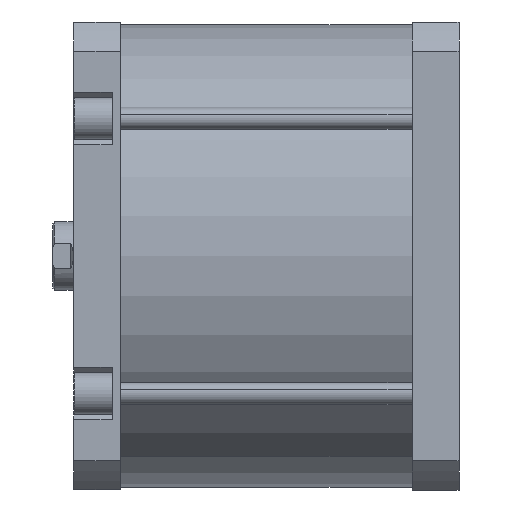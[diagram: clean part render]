
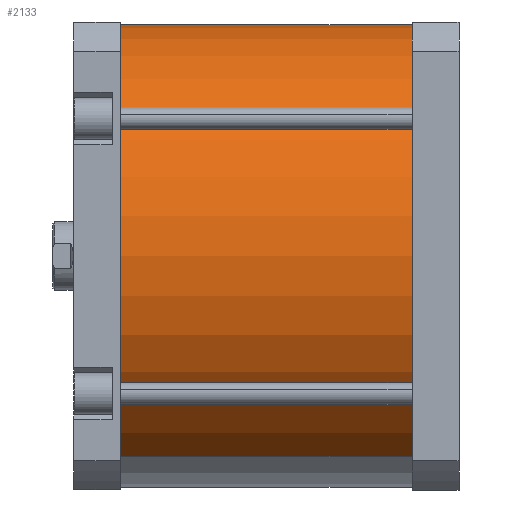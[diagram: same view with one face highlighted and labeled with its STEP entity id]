
A CAD part, front view. The second image highlights one B-rep face of the part: STEP entity #2133.
In plain terms, the highlighted cylindrical face has radius 168 mm (diameter 336 mm), a partial arc.
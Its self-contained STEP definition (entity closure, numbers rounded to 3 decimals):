
#392 = VERTEX_POINT ( 'NONE', #3076 ) ;
#451 = VERTEX_POINT ( 'NONE', #3132 ) ;
#452 = VERTEX_POINT ( 'NONE', #3133 ) ;
#454 = VERTEX_POINT ( 'NONE', #3134 ) ;
#2133 = ADVANCED_FACE ( 'NONE', ( #4452 ), #4453, .T. ) ;
#2340 = ORIENTED_EDGE ( 'NONE', *, *, #6889, .T. ) ;
#2562 = EDGE_LOOP ( 'NONE', ( #2636, #2625, #2340, #2593 ) ) ;
#2593 = ORIENTED_EDGE ( 'NONE', *, *, #6895, .T. ) ;
#2625 = ORIENTED_EDGE ( 'NONE', *, *, #6891, .F. ) ;
#2636 = ORIENTED_EDGE ( 'NONE', *, *, #6886, .F. ) ;
#3076 = CARTESIAN_POINT ( 'NONE',  ( 168., 0., 0. ) ) ;
#3132 = CARTESIAN_POINT ( 'NONE',  ( -168., 0., 212. ) ) ;
#3133 = CARTESIAN_POINT ( 'NONE',  ( 168., 0., 212. ) ) ;
#3134 = CARTESIAN_POINT ( 'NONE',  ( -168., 0., 0. ) ) ;
#3889 = DIRECTION ( 'NONE',  ( -1., 0., 0. ) ) ;
#3893 = DIRECTION ( 'NONE',  ( 0., 0., -1. ) ) ;
#3899 = CARTESIAN_POINT ( 'NONE',  ( 0., 0., 212. ) ) ;
#4452 = FACE_OUTER_BOUND ( 'NONE', #2562, .T. ) ;
#4453 = CYLINDRICAL_SURFACE ( 'NONE', #7213, 168. ) ;
#6127 = CARTESIAN_POINT ( 'NONE',  ( -168., 0., 212. ) ) ;
#6130 = CARTESIAN_POINT ( 'NONE',  ( 168., 0., 212. ) ) ;
#6137 = DIRECTION ( 'NONE',  ( 0., 0., -1. ) ) ;
#6141 = DIRECTION ( 'NONE',  ( 0., 0., -1. ) ) ;
#6142 = CARTESIAN_POINT ( 'NONE',  ( 0., 0., 212. ) ) ;
#6143 = CARTESIAN_POINT ( 'NONE',  ( 0., 0., 0. ) ) ;
#6144 = DIRECTION ( 'NONE',  ( 0., 0., 1. ) ) ;
#6145 = DIRECTION ( 'NONE',  ( 1., 0., 0. ) ) ;
#6150 = DIRECTION ( 'NONE',  ( 0., 0., 1. ) ) ;
#6151 = DIRECTION ( 'NONE',  ( 1., 0., 0. ) ) ;
#6699 = VECTOR ( 'NONE', #6137, 1000. ) ;
#6717 = VECTOR ( 'NONE', #6141, 1000. ) ;
#6724 = LINE ( 'NONE', #6130, #6699 ) ;
#6731 = LINE ( 'NONE', #6127, #6717 ) ;
#6738 = CIRCLE ( 'NONE', #7523, 168. ) ;
#6745 = CIRCLE ( 'NONE', #7527, 168. ) ;
#6886 = EDGE_CURVE ( 'NONE', #452, #392, #6724, .T. ) ;
#6889 = EDGE_CURVE ( 'NONE', #451, #454, #6731, .T. ) ;
#6891 = EDGE_CURVE ( 'NONE', #451, #452, #6738, .T. ) ;
#6895 = EDGE_CURVE ( 'NONE', #454, #392, #6745, .T. ) ;
#7213 = AXIS2_PLACEMENT_3D ( 'NONE', #3899, #3893, #3889 ) ;
#7523 = AXIS2_PLACEMENT_3D ( 'NONE', #6142, #6144, #6145 ) ;
#7527 = AXIS2_PLACEMENT_3D ( 'NONE', #6143, #6150, #6151 ) ;
